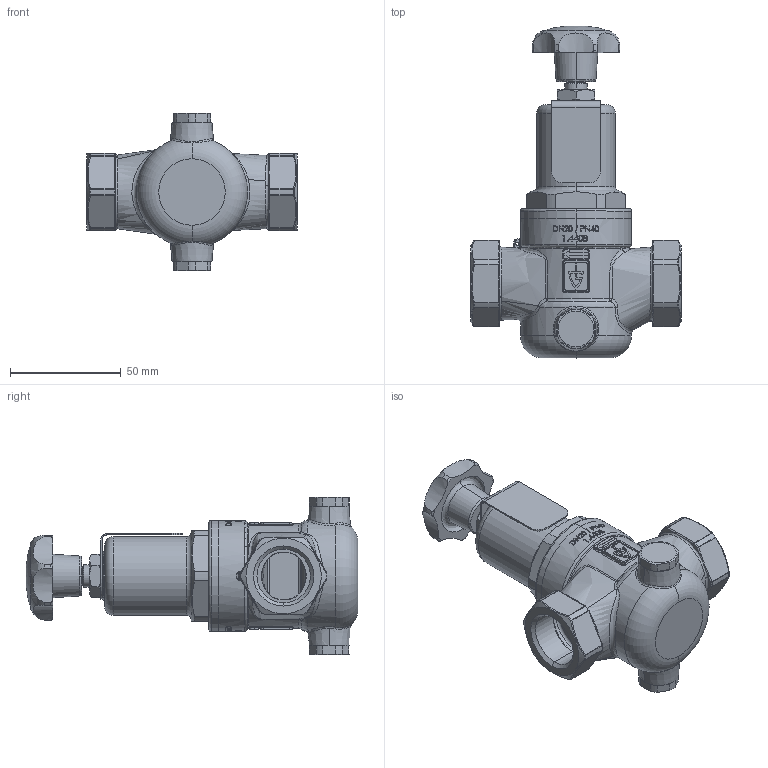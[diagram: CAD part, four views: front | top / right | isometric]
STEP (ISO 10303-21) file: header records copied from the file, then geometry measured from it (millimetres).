
FILE_DESCRIPTION (( 'STEP AP214' ), '1' );
FILE_NAME ('430mGFO_20_FF_2020 S15.STEP', '2022-11-22T11:57:12', ( '' ), ( '' ), 'SwSTEP 2.0', 'SolidWorks 2022', '' );
FILE_SCHEMA (( 'AUTOMOTIVE_DESIGN' ));
Length unit declared in the file: millimetre
Products named in the file (1): 430mGFO_20_FF_2020 S15
Bounding box: 95 x 149.63 x 71 mm (x, y, z)
Volume: 118706.4 mm3; surface area: 61606.6 mm2
Topology: 8 solids, 10 shells, 1257 faces, 3090 edges, 1917 vertices
Faces by surface type: plane 427, cylinder 299, bspline 295, torus 96, cone 84, sphere 56
Entity records: 73351 total; most frequent: CARTESIAN_POINT 31697, ORIENTED_EDGE 6152, DIRECTION 5261, EDGE_CURVE 3076, AXIS2_PLACEMENT_3D 2033, VERTEX_POINT 1917, EDGE_LOOP 1353, UNCERTAINTY_MEASURE_WITH_UNIT 1267
